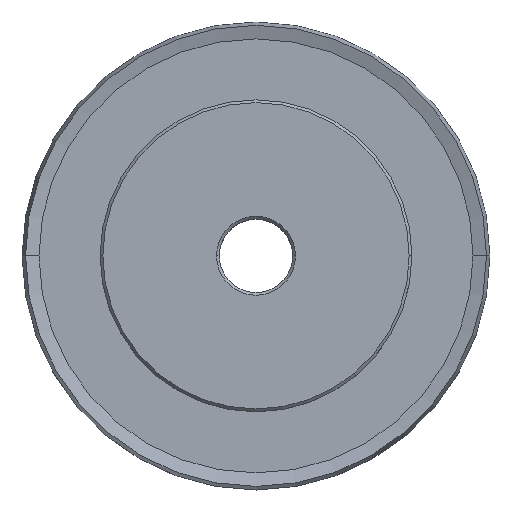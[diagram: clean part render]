
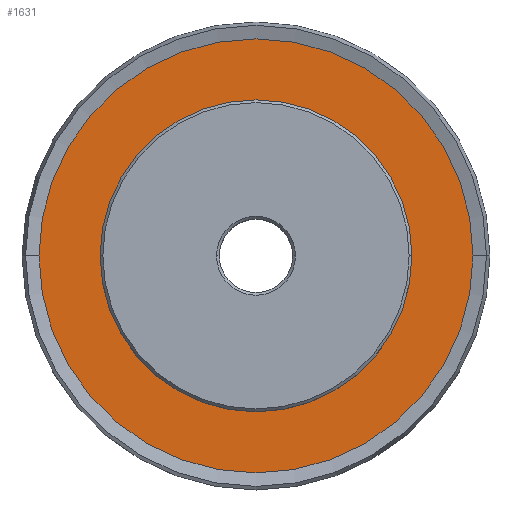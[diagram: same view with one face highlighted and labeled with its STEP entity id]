
A CAD part, top view. The second image highlights one B-rep face of the part: STEP entity #1631.
In plain terms, the highlighted planar face has unit normal (0, 0, 1).
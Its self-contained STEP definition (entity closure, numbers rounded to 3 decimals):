
#2 = CARTESIAN_POINT ( 'NONE',  ( 0., 0., 3.73 ) ) ;
#72 = CARTESIAN_POINT ( 'NONE',  ( 17., 0., 3.73 ) ) ;
#93 = EDGE_CURVE ( 'NONE', #360, #1810, #1018, .T. ) ;
#301 = EDGE_CURVE ( 'NONE', #725, #1274, #975, .T. ) ;
#360 = VERTEX_POINT ( 'NONE', #835 ) ;
#400 = DIRECTION ( 'NONE',  ( 1., 0., 0. ) ) ;
#403 = EDGE_CURVE ( 'NONE', #1274, #725, #763, .T. ) ;
#463 = DIRECTION ( 'NONE',  ( 0., 0., -1. ) ) ;
#466 = DIRECTION ( 'NONE',  ( 0., 0., -1. ) ) ;
#487 = AXIS2_PLACEMENT_3D ( 'NONE', #764, #463, #1668 ) ;
#633 = ORIENTED_EDGE ( 'NONE', *, *, #403, .F. ) ;
#725 = VERTEX_POINT ( 'NONE', #72 ) ;
#727 = DIRECTION ( 'NONE',  ( 0., 0., -1. ) ) ;
#763 = CIRCLE ( 'NONE', #867, 17. ) ;
#764 = CARTESIAN_POINT ( 'NONE',  ( 0., 19.81, 3.73 ) ) ;
#835 = CARTESIAN_POINT ( 'NONE',  ( 23.659, 0., 3.73 ) ) ;
#867 = AXIS2_PLACEMENT_3D ( 'NONE', #2, #1442, #1295 ) ;
#868 = CARTESIAN_POINT ( 'NONE',  ( -17., 0., 3.73 ) ) ;
#874 = FACE_OUTER_BOUND ( 'NONE', #1390, .T. ) ;
#878 = CIRCLE ( 'NONE', #1383, 23.659 ) ;
#932 = ORIENTED_EDGE ( 'NONE', *, *, #1365, .F. ) ;
#949 = CARTESIAN_POINT ( 'NONE',  ( -23.659, 0., 3.73 ) ) ;
#952 = AXIS2_PLACEMENT_3D ( 'NONE', #1334, #727, #1625 ) ;
#958 = ORIENTED_EDGE ( 'NONE', *, *, #93, .F. ) ;
#962 = CARTESIAN_POINT ( 'NONE',  ( 0., 0., 3.73 ) ) ;
#975 = CIRCLE ( 'NONE', #1858, 17. ) ;
#1018 = CIRCLE ( 'NONE', #952, 23.659 ) ;
#1274 = VERTEX_POINT ( 'NONE', #868 ) ;
#1295 = DIRECTION ( 'NONE',  ( 1., 0., 0. ) ) ;
#1330 = PLANE ( 'NONE',  #487 ) ;
#1334 = CARTESIAN_POINT ( 'NONE',  ( 0., 0., 3.73 ) ) ;
#1338 = CARTESIAN_POINT ( 'NONE',  ( 0., 0., 3.73 ) ) ;
#1365 = EDGE_CURVE ( 'NONE', #1810, #360, #878, .T. ) ;
#1383 = AXIS2_PLACEMENT_3D ( 'NONE', #1338, #466, #1638 ) ;
#1390 = EDGE_LOOP ( 'NONE', ( #958, #932 ) ) ;
#1442 = DIRECTION ( 'NONE',  ( 0., 0., 1. ) ) ;
#1566 = DIRECTION ( 'NONE',  ( 0., 0., 1. ) ) ;
#1625 = DIRECTION ( 'NONE',  ( 1., 0., 0. ) ) ;
#1631 = ADVANCED_FACE ( 'NONE', ( #1857, #874 ), #1330, .F. ) ;
#1638 = DIRECTION ( 'NONE',  ( 1., 0., 0. ) ) ;
#1668 = DIRECTION ( 'NONE',  ( -1., 0., 0. ) ) ;
#1721 = EDGE_LOOP ( 'NONE', ( #1851, #633 ) ) ;
#1810 = VERTEX_POINT ( 'NONE', #949 ) ;
#1851 = ORIENTED_EDGE ( 'NONE', *, *, #301, .F. ) ;
#1857 = FACE_BOUND ( 'NONE', #1721, .T. ) ;
#1858 = AXIS2_PLACEMENT_3D ( 'NONE', #962, #1566, #400 ) ;
